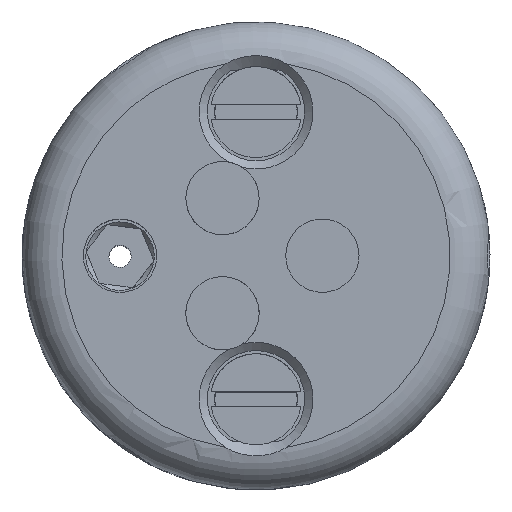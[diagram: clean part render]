
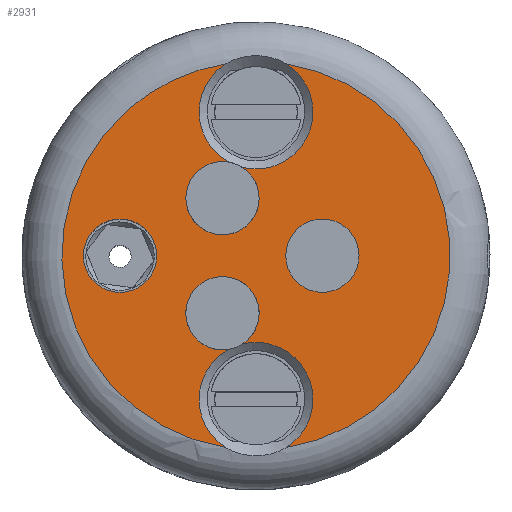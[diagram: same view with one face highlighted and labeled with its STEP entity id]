
A CAD part, top view. The second image highlights one B-rep face of the part: STEP entity #2931.
In plain terms, the highlighted planar face has unit normal (0, 0, 1).
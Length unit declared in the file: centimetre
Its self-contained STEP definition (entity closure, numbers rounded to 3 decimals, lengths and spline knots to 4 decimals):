
#215=PLANE('',#5986);
#366=CIRCLE('',#5977,0.7798);
#367=CIRCLE('',#5978,0.7798);
#371=CIRCLE('',#5987,0.1473);
#372=CIRCLE('',#5988,0.2286);
#373=CIRCLE('',#5989,0.1473);
#374=CIRCLE('',#5990,0.2286);
#375=CIRCLE('',#5991,0.1473);
#376=CIRCLE('',#5992,0.1473);
#998=VERTEX_POINT('',#4811);
#999=VERTEX_POINT('',#4812);
#1000=VERTEX_POINT('',#4814);
#1001=VERTEX_POINT('',#4865);
#1010=VERTEX_POINT('',#5500);
#1011=VERTEX_POINT('',#5502);
#1012=VERTEX_POINT('',#5504);
#1013=VERTEX_POINT('',#5505);
#1014=VERTEX_POINT('',#5507);
#1015=VERTEX_POINT('',#5509);
#1016=VERTEX_POINT('',#5510);
#1017=VERTEX_POINT('',#5512);
#1372=EDGE_CURVE('',#999,#1000,#366,.T.);
#1374=EDGE_CURVE('',#1001,#998,#367,.T.);
#1390=EDGE_CURVE('',#1010,#1010,#371,.T.);
#1391=EDGE_CURVE('',#1011,#999,#372,.T.);
#1392=EDGE_CURVE('',#1011,#1012,#373,.T.);
#1393=EDGE_CURVE('',#1012,#1013,#373,.T.);
#1394=EDGE_CURVE('',#998,#1013,#372,.T.);
#1395=EDGE_CURVE('',#1014,#1001,#374,.T.);
#1396=EDGE_CURVE('',#1014,#1015,#375,.T.);
#1397=EDGE_CURVE('',#1015,#1016,#375,.T.);
#1398=EDGE_CURVE('',#1000,#1016,#374,.T.);
#1399=EDGE_CURVE('',#1017,#1017,#376,.T.);
#2038=ORIENTED_EDGE('',*,*,#1390,.T.);
#2039=ORIENTED_EDGE('',*,*,#1372,.F.);
#2040=ORIENTED_EDGE('',*,*,#1391,.F.);
#2041=ORIENTED_EDGE('',*,*,#1392,.T.);
#2042=ORIENTED_EDGE('',*,*,#1393,.T.);
#2043=ORIENTED_EDGE('',*,*,#1394,.F.);
#2044=ORIENTED_EDGE('',*,*,#1374,.F.);
#2045=ORIENTED_EDGE('',*,*,#1395,.F.);
#2046=ORIENTED_EDGE('',*,*,#1396,.T.);
#2047=ORIENTED_EDGE('',*,*,#1397,.T.);
#2048=ORIENTED_EDGE('',*,*,#1398,.F.);
#2049=ORIENTED_EDGE('',*,*,#1399,.T.);
#2477=EDGE_LOOP('',(#2038));
#2478=EDGE_LOOP('',(#2039,#2040,#2041,#2042,#2043,#2044,#2045,#2046,#2047,
#2048));
#2479=EDGE_LOOP('',(#2049));
#2738=FACE_BOUND('',#2477,.T.);
#2739=FACE_BOUND('',#2478,.T.);
#2740=FACE_BOUND('',#2479,.T.);
#2931=ADVANCED_FACE('',(#2738,#2739,#2740),#215,.F.);
#3523=DIRECTION('',(0.,0.,-1.));
#3524=DIRECTION('',(0.,0.78,0.));
#3525=DIRECTION('',(0.,0.,-1.));
#3526=DIRECTION('',(0.,0.78,0.));
#3545=DIRECTION('',(0.,0.,-1.));
#3546=DIRECTION('',(0.,0.,-1.));
#3547=DIRECTION('',(0.,-0.147,0.));
#3548=DIRECTION('',(0.,0.,1.));
#3549=DIRECTION('',(0.,0.229,0.));
#3550=DIRECTION('',(0.,0.,-1.));
#3551=DIRECTION('',(0.,-0.147,0.));
#3552=DIRECTION('',(0.,0.,1.));
#3553=DIRECTION('',(0.,0.229,0.));
#3554=DIRECTION('',(0.,0.,-1.));
#3555=DIRECTION('',(0.,-0.147,0.));
#3556=DIRECTION('',(0.,0.,-1.));
#3557=DIRECTION('',(0.,-0.147,0.));
#4811=CARTESIAN_POINT('',(0.1214,-0.7703,1.27));
#4812=CARTESIAN_POINT('',(-0.1214,-0.7703,1.27));
#4813=CARTESIAN_POINT('',(0.,0.,1.27));
#4814=CARTESIAN_POINT('',(-0.1214,0.7703,1.27));
#4865=CARTESIAN_POINT('',(0.1214,0.7703,1.27));
#4866=CARTESIAN_POINT('',(0.,0.,1.27));
#5498=CARTESIAN_POINT('',(0.,0.,1.27));
#5499=CARTESIAN_POINT('',(0.2667,0.,1.27));
#5500=CARTESIAN_POINT('',(0.2667,0.1473,1.27));
#5501=CARTESIAN_POINT('',(0.,-0.5766,1.27));
#5502=CARTESIAN_POINT('',(-0.1105,-0.3765,1.27));
#5503=CARTESIAN_POINT('',(-0.1346,-0.2311,1.27));
#5504=CARTESIAN_POINT('',(-0.1346,-0.0838,1.27));
#5505=CARTESIAN_POINT('',(-0.054,-0.3545,1.27));
#5506=CARTESIAN_POINT('',(0.,0.5766,1.27));
#5507=CARTESIAN_POINT('',(-0.054,0.3545,1.27));
#5508=CARTESIAN_POINT('',(-0.1346,0.2311,1.27));
#5509=CARTESIAN_POINT('',(-0.1346,0.3785,1.27));
#5510=CARTESIAN_POINT('',(-0.1105,0.3765,1.27));
#5511=CARTESIAN_POINT('',(-0.5461,0.,1.27));
#5512=CARTESIAN_POINT('',(-0.5461,0.1473,1.27));
#5977=AXIS2_PLACEMENT_3D('',#4813,#3523,#3524);
#5978=AXIS2_PLACEMENT_3D('',#4866,#3525,#3526);
#5986=AXIS2_PLACEMENT_3D('',#5498,#3545,$);
#5987=AXIS2_PLACEMENT_3D('',#5499,#3546,#3547);
#5988=AXIS2_PLACEMENT_3D('',#5501,#3548,#3549);
#5989=AXIS2_PLACEMENT_3D('',#5503,#3550,#3551);
#5990=AXIS2_PLACEMENT_3D('',#5506,#3552,#3553);
#5991=AXIS2_PLACEMENT_3D('',#5508,#3554,#3555);
#5992=AXIS2_PLACEMENT_3D('',#5511,#3556,#3557);
